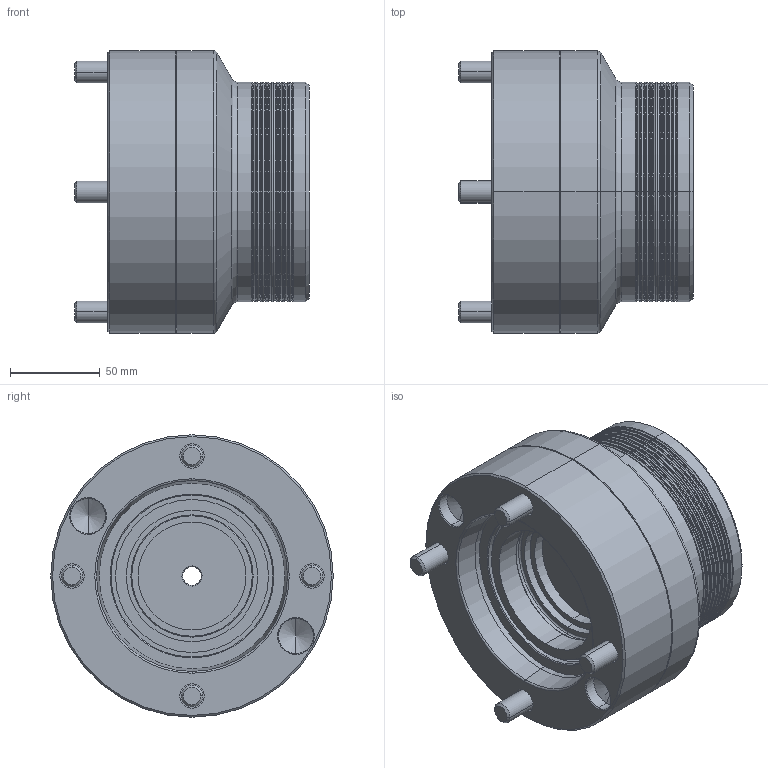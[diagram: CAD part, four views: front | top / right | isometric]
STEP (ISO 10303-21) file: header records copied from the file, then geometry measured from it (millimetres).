
FILE_DESCRIPTION (( 'STEP AP203' ), '1' );
FILE_NAME ('CF-CBE-65A6.STEP', '2020-10-29T00:25:36', ( '' ), ( '' ), 'SwSTEP 2.0', 'SolidWorks 2016', '' );
FILE_SCHEMA (( 'CONFIG_CONTROL_DESIGN' ));
Length unit declared in the file: millimetre
Products named in the file (6): CF-CBE-65A6; CF-CBE-6517-01010; 圓頭內六角螺栓_M12x35; CF-CBE-65A6-01010; CF-CBE-6517-02010; CF-CBE-6517-03010
Assembly tree (8 placements, depth 2):
  CF-CBE-65A6
    CF-CBE-6517-01010
    圓頭內六角螺栓_M12x35  x4
    CF-CBE-65A6-01010
    CF-CBE-6517-02010
    CF-CBE-6517-03010
Bounding box: 130.5 x 157 x 157 mm (x, y, z)
Volume: 1193450.5 mm3; surface area: 220212.6 mm2
Topology: 8 solids, 8 shells, 330 faces, 714 edges, 412 vertices
Faces by surface type: cone 102, cylinder 98, plane 86, torus 44
Entity records: 7612 total; most frequent: DIRECTION 1402, CARTESIAN_POINT 1143, ORIENTED_EDGE 1080, AXIS2_PLACEMENT_3D 604, EDGE_CURVE 540, CIRCLE 338, VERTEX_POINT 313, EDGE_LOOP 289
